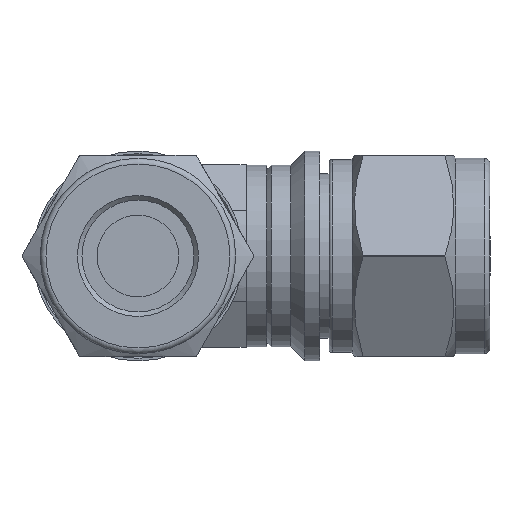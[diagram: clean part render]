
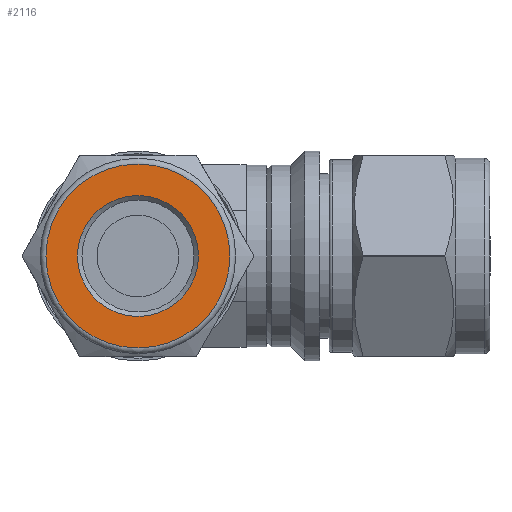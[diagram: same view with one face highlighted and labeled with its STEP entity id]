
A CAD part, left-side view. The second image highlights one B-rep face of the part: STEP entity #2116.
In plain terms, the highlighted planar face has unit normal (-1, 0, 0).
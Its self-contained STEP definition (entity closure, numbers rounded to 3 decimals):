
#112=FACE_BOUND('',#514,.T.);
#230=CIRCLE('',#2369,8.);
#245=CIRCLE('',#2397,5.265);
#364=FACE_OUTER_BOUND('',#513,.T.);
#513=EDGE_LOOP('',(#1834));
#514=EDGE_LOOP('',(#1835));
#989=VERTEX_POINT('',#3652);
#1002=VERTEX_POINT('',#3702);
#1263=EDGE_CURVE('',#989,#989,#230,.T.);
#1287=EDGE_CURVE('',#1002,#1002,#245,.T.);
#1834=ORIENTED_EDGE('',*,*,#1263,.F.);
#1835=ORIENTED_EDGE('',*,*,#1287,.T.);
#1987=PLANE('',#2398);
#2116=ADVANCED_FACE('',(#364,#112),#1987,.T.);
#2369=AXIS2_PLACEMENT_3D('',#3654,#2928,#2929);
#2397=AXIS2_PLACEMENT_3D('',#3704,#2993,#2994);
#2398=AXIS2_PLACEMENT_3D('',#3705,#2995,#2996);
#2928=DIRECTION('center_axis',(1.,0.,0.));
#2929=DIRECTION('ref_axis',(0.,0.,-1.));
#2993=DIRECTION('center_axis',(1.,0.,0.));
#2994=DIRECTION('ref_axis',(0.,0.,-1.));
#2995=DIRECTION('center_axis',(-1.,0.,0.));
#2996=DIRECTION('ref_axis',(0.,0.,1.));
#3652=CARTESIAN_POINT('',(-30.614,0.,8.));
#3654=CARTESIAN_POINT('Origin',(-30.614,0.,
0.));
#3702=CARTESIAN_POINT('',(-30.614,-5.265,0.));
#3704=CARTESIAN_POINT('Origin',(-30.614,0.,0.));
#3705=CARTESIAN_POINT('Origin',(-30.614,8.,0.));
